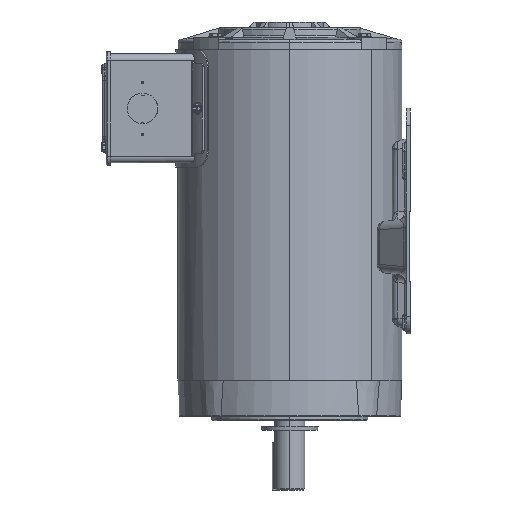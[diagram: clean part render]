
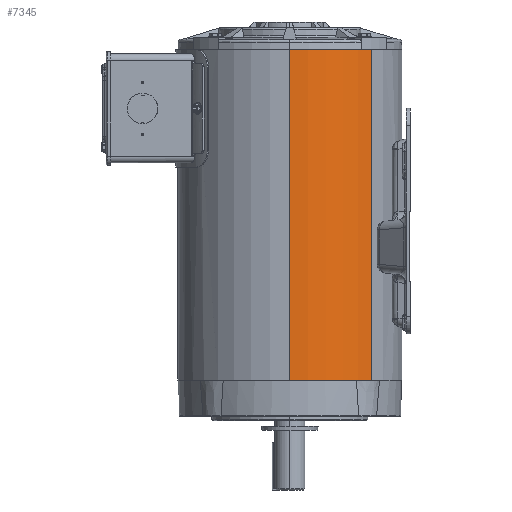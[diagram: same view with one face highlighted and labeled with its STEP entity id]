
A CAD part, left-side view. The second image highlights one B-rep face of the part: STEP entity #7345.
In plain terms, the highlighted cylindrical face has radius 82.13 mm (diameter 164.259 mm), a partial arc.
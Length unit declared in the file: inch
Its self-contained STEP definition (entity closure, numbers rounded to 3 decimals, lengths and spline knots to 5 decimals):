
#1986 = CARTESIAN_POINT ( 'NONE',  ( -2.20521, -2.3648, 3.14945 ) ) ;
#2598 = VERTEX_POINT ( 'NONE', #112384 ) ;
#2914 = DIRECTION ( 'NONE',  ( 0., 0., -1. ) ) ;
#7345 = ADVANCED_FACE ( 'NONE', ( #79131 ), #56953, .T. ) ;
#18338 = CARTESIAN_POINT ( 'NONE',  ( 0., 0., -14.16995 ) ) ;
#20004 = DIRECTION ( 'NONE',  ( 0., 0., 1. ) ) ;
#20675 = DIRECTION ( 'NONE',  ( 0., 0., 1. ) ) ;
#22171 = CARTESIAN_POINT ( 'NONE',  ( -2.20521, -2.3648, 12.70945 ) ) ;
#24443 = VECTOR ( 'NONE', #20675, 39.37008 ) ;
#27285 = EDGE_CURVE ( 'NONE', #114579, #118077, #86586, .T. ) ;
#28507 = ORIENTED_EDGE ( 'NONE', *, *, #111796, .T. ) ;
#32928 = DIRECTION ( 'NONE',  ( 0., 0., 1. ) ) ;
#50393 = DIRECTION ( 'NONE',  ( 1., 0., 0. ) ) ;
#56953 = CYLINDRICAL_SURFACE ( 'NONE', #94232, 3.23345 ) ;
#70415 = CARTESIAN_POINT ( 'NONE',  ( -3.23345, 0., 3.14945 ) ) ;
#72810 = EDGE_CURVE ( 'NONE', #114579, #2598, #81758, .T. ) ;
#73664 = ORIENTED_EDGE ( 'NONE', *, *, #147515, .T. ) ;
#78150 = DIRECTION ( 'NONE',  ( 0., 0., 1. ) ) ;
#79131 = FACE_OUTER_BOUND ( 'NONE', #83465, .T. ) ;
#81758 = LINE ( 'NONE', #91142, #144451 ) ;
#83465 = EDGE_LOOP ( 'NONE', ( #150184, #132058, #28507, #73664 ) ) ;
#86586 = CIRCLE ( 'NONE', #124461, 3.23345 ) ;
#91142 = CARTESIAN_POINT ( 'NONE',  ( -3.23345, 0., -14.16995 ) ) ;
#94232 = AXIS2_PLACEMENT_3D ( 'NONE', #18338, #78150, #137913 ) ;
#105649 = LINE ( 'NONE', #114974, #24443 ) ;
#108634 = CARTESIAN_POINT ( 'NONE',  ( 0., 0., 12.70945 ) ) ;
#111796 = EDGE_CURVE ( 'NONE', #118077, #123078, #105649, .T. ) ;
#112384 = CARTESIAN_POINT ( 'NONE',  ( -3.23345, 0., 12.70945 ) ) ;
#113813 = CARTESIAN_POINT ( 'NONE',  ( 0., 0., 3.14945 ) ) ;
#114579 = VERTEX_POINT ( 'NONE', #70415 ) ;
#114974 = CARTESIAN_POINT ( 'NONE',  ( -2.20521, -2.3648, -14.16995 ) ) ;
#118077 = VERTEX_POINT ( 'NONE', #1986 ) ;
#123078 = VERTEX_POINT ( 'NONE', #22171 ) ;
#124461 = AXIS2_PLACEMENT_3D ( 'NONE', #113813, #32928, #125655 ) ;
#125655 = DIRECTION ( 'NONE',  ( 1., 0., 0. ) ) ;
#132058 = ORIENTED_EDGE ( 'NONE', *, *, #27285, .T. ) ;
#135621 = AXIS2_PLACEMENT_3D ( 'NONE', #108634, #2914, #50393 ) ;
#137913 = DIRECTION ( 'NONE',  ( 1., 0., 0. ) ) ;
#144451 = VECTOR ( 'NONE', #20004, 39.37008 ) ;
#147515 = EDGE_CURVE ( 'NONE', #123078, #2598, #148831, .T. ) ;
#148831 = CIRCLE ( 'NONE', #135621, 3.23345 ) ;
#150184 = ORIENTED_EDGE ( 'NONE', *, *, #72810, .F. ) ;
